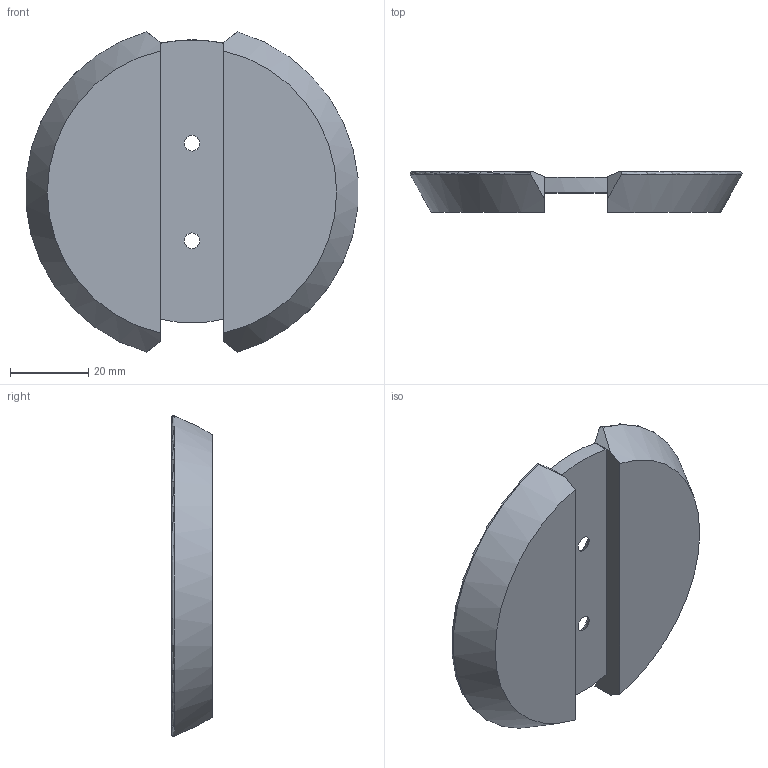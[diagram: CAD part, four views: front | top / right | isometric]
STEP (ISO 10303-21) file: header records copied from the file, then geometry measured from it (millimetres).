
FILE_DESCRIPTION(/* description */ (''),/* implementation_level */ '2;1');
FILE_NAME(/* name */ 'base.step',/* time_stamp */ '2020-10-20T13:20:04-04:00',/* author */ (''),/* organization */ (''),/* preprocessor_version */ 'ST-DEVELOPER v18.1',/* originating_system */ 'Autodesk Translation Framework v9.3.0.1241',/* authorisation */ '');
FILE_SCHEMA (('AUTOMOTIVE_DESIGN { 1 0 10303 214 3 1 1 }'));
Length unit declared in the file: millimetre
Products named in the file (1): base
Bounding box: 85.1 x 10.39 x 82.14 mm (x, y, z)
Volume: 33646.1 mm3; surface area: 13380.3 mm2
Topology: 1 solids, 1 shells, 23 faces, 58 edges, 39 vertices
Faces by surface type: plane 12, cylinder 4, cone 4, torus 2, bspline 1
Full cylindrical faces by diameter (mm): 10 x2
Entity records: 972 total; most frequent: CARTESIAN_POINT 403, ORIENTED_EDGE 116, DIRECTION 100, EDGE_CURVE 58, AXIS2_PLACEMENT_3D 41, VERTEX_POINT 39, EDGE_LOOP 29, FACE_OUTER_BOUND 23
